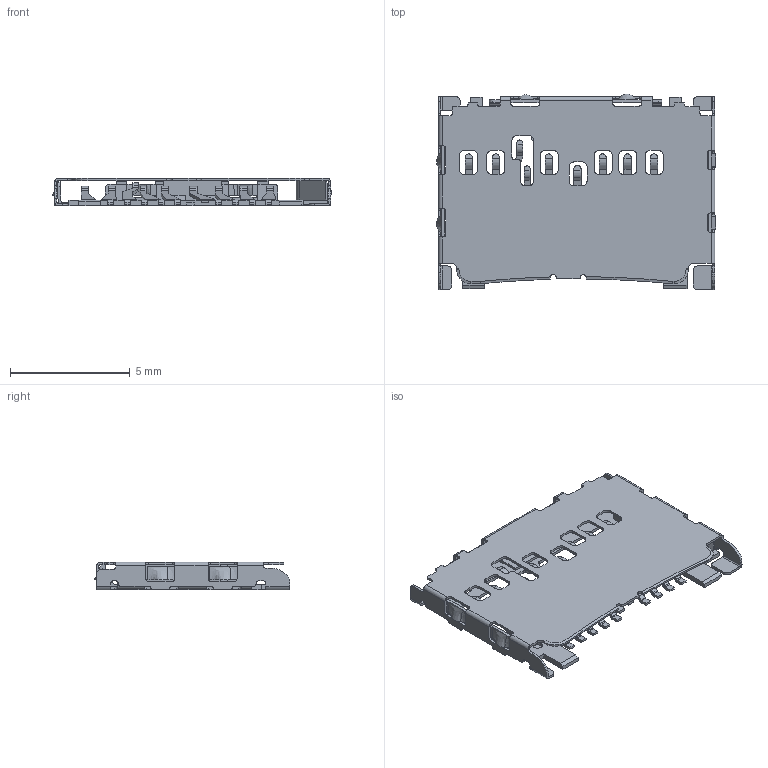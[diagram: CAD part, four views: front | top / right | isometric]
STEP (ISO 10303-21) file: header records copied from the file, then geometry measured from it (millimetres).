
FILE_DESCRIPTION((''),'2;1');
FILE_NAME('ASM0001_ASM','2017-11-30T',('Administrator'),(''),'PRO/ENGINEER BY PARAMETRIC TECHNOLOGY CORPORATION, 2009280','PRO/ENGINEER BY PARAMETRIC TECHNOLOGY CORPORATION, 2009280','');
FILE_SCHEMA(('CONFIG_CONTROL_DESIGN'));
Length unit declared in the file: millimetre
Products named in the file (1): ASM0001_ASM
Bounding box: 11.64 x 8.16 x 1.15 mm (x, y, z)
Volume: 23.1 mm3; surface area: 354.3 mm2
Topology: 1 solids, 3 shells, 1013 faces, 3002 edges, 1982 vertices
Faces by surface type: plane 582, cylinder 395, bspline 23, extrusion 5, torus 4, cone 4
Entity records: 36316 total; most frequent: CARTESIAN_POINT 8738, ORIENTED_EDGE 6004, DIRECTION 5595, EDGE_CURVE 3002, VECTOR 2053, LINE 2048, VERTEX_POINT 1982, AXIS2_PLACEMENT_3D 1771
